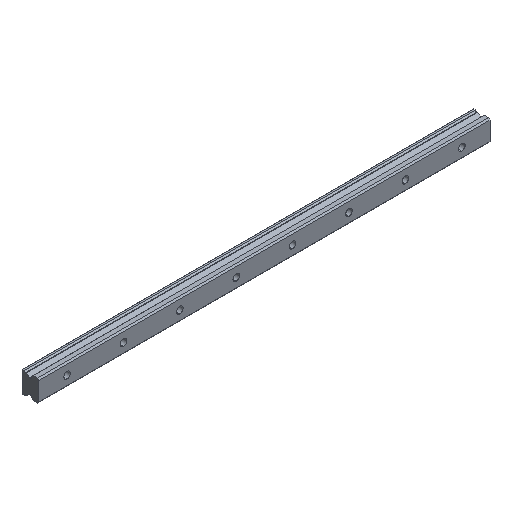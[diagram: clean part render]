
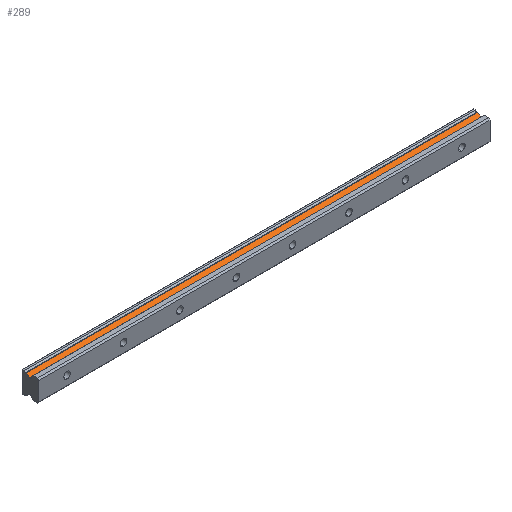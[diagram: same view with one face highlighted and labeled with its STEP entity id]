
A CAD part, isometric view. The second image highlights one B-rep face of the part: STEP entity #289.
In plain terms, the highlighted planar face has unit normal (0, -0.499, 0.867).
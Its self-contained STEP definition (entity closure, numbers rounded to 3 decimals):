
#13 = EDGE_LOOP ( 'NONE', ( #2131, #617, #1064, #1436 ) ) ;
#48 = CARTESIAN_POINT ( 'NONE',  ( 450., 13.68, 10.315 ) ) ;
#98 = LINE ( 'NONE', #620, #1792 ) ;
#121 = CARTESIAN_POINT ( 'NONE',  ( 450., 9.514, 7.915 ) ) ;
#123 = EDGE_CURVE ( 'NONE', #368, #405, #413, .T. ) ;
#155 = CARTESIAN_POINT ( 'NONE',  ( 450., 13.68, 10.315 ) ) ;
#232 = VERTEX_POINT ( 'NONE', #1944 ) ;
#284 = EDGE_CURVE ( 'NONE', #232, #1951, #1459, .T. ) ;
#289 = ADVANCED_FACE ( 'NONE', ( #1819 ), #1810, .F. ) ;
#333 = DIRECTION ( 'NONE',  ( 0., 0.866, 0.499 ) ) ;
#368 = VERTEX_POINT ( 'NONE', #756 ) ;
#405 = VERTEX_POINT ( 'NONE', #931 ) ;
#413 = LINE ( 'NONE', #1744, #1186 ) ;
#458 = EDGE_CURVE ( 'NONE', #1951, #405, #98, .T. ) ;
#535 = DIRECTION ( 'NONE',  ( 1., 0., 0. ) ) ;
#617 = ORIENTED_EDGE ( 'NONE', *, *, #284, .F. ) ;
#620 = CARTESIAN_POINT ( 'NONE',  ( 450., 9.514, 7.915 ) ) ;
#733 = VECTOR ( 'NONE', #1466, 1000. ) ;
#756 = CARTESIAN_POINT ( 'NONE',  ( -30., 13.68, 10.315 ) ) ;
#913 = DIRECTION ( 'NONE',  ( 0., -0.866, -0.499 ) ) ;
#931 = CARTESIAN_POINT ( 'NONE',  ( -30., 9.514, 7.915 ) ) ;
#1064 = ORIENTED_EDGE ( 'NONE', *, *, #1303, .F. ) ;
#1186 = VECTOR ( 'NONE', #913, 1000. ) ;
#1250 = DIRECTION ( 'NONE',  ( -1., 0., 0. ) ) ;
#1303 = EDGE_CURVE ( 'NONE', #368, #232, #1528, .T. ) ;
#1330 = VECTOR ( 'NONE', #535, 1000. ) ;
#1436 = ORIENTED_EDGE ( 'NONE', *, *, #123, .T. ) ;
#1459 = LINE ( 'NONE', #1626, #733 ) ;
#1466 = DIRECTION ( 'NONE',  ( 0., -0.866, -0.499 ) ) ;
#1528 = LINE ( 'NONE', #48, #1330 ) ;
#1626 = CARTESIAN_POINT ( 'NONE',  ( 450., 13.68, 10.315 ) ) ;
#1635 = DIRECTION ( 'NONE',  ( 0., 0.499, -0.866 ) ) ;
#1744 = CARTESIAN_POINT ( 'NONE',  ( -30., 13.68, 10.315 ) ) ;
#1792 = VECTOR ( 'NONE', #1250, 1000. ) ;
#1810 = PLANE ( 'NONE',  #1928 ) ;
#1819 = FACE_OUTER_BOUND ( 'NONE', #13, .T. ) ;
#1928 = AXIS2_PLACEMENT_3D ( 'NONE', #155, #1635, #333 ) ;
#1944 = CARTESIAN_POINT ( 'NONE',  ( 450., 13.68, 10.315 ) ) ;
#1951 = VERTEX_POINT ( 'NONE', #121 ) ;
#2131 = ORIENTED_EDGE ( 'NONE', *, *, #458, .F. ) ;
